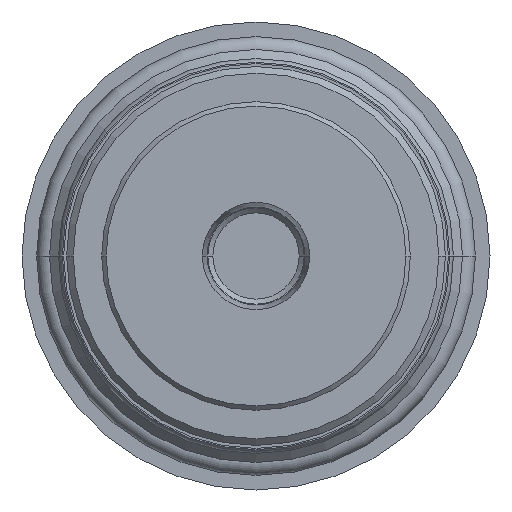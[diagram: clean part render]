
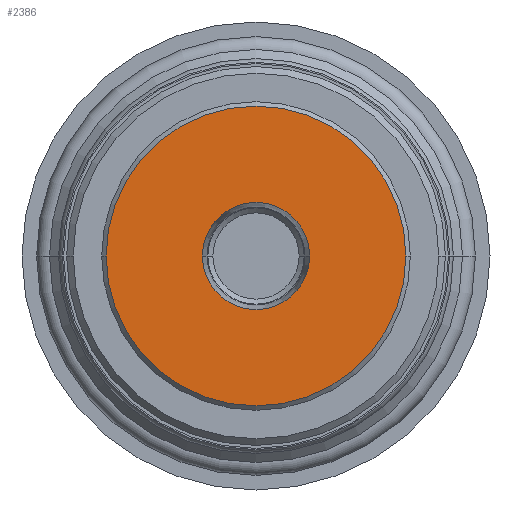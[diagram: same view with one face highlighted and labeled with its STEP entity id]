
A CAD part, left-side view. The second image highlights one B-rep face of the part: STEP entity #2386.
In plain terms, the highlighted planar face has unit normal (-1, 0, 0).
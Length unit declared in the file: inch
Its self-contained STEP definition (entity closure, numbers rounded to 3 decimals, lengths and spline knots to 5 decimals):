
#198=CARTESIAN_POINT('',(-3.145,0.,0.));
#199=DIRECTION('',(-1.,0.,0.));
#200=DIRECTION('',(0.,1.,0.));
#201=AXIS2_PLACEMENT_3D('',#198,#199,#200);
#206=CARTESIAN_POINT('',(-3.145,0.,0.));
#207=DIRECTION('',(1.,0.,0.));
#208=DIRECTION('',(0.,1.,0.));
#209=AXIS2_PLACEMENT_3D('',#206,#207,#208);
#214=CARTESIAN_POINT('',(-3.145,0.,0.));
#215=DIRECTION('',(-1.,0.,0.));
#216=DIRECTION('',(0.,1.,0.));
#217=AXIS2_PLACEMENT_3D('',#214,#215,#216);
#222=CARTESIAN_POINT('',(-3.145,0.,0.));
#223=DIRECTION('',(-1.,0.,0.));
#224=DIRECTION('',(0.,-1.,0.));
#225=AXIS2_PLACEMENT_3D('',#222,#223,#224);
#2247=CARTESIAN_POINT('',(-3.145,0.6805,0.));
#2248=CARTESIAN_POINT('',(-3.145,-0.6805,0.));
#2249=VERTEX_POINT('',#2247);
#2250=VERTEX_POINT('',#2248);
#2267=CARTESIAN_POINT('',(-3.145,0.2435,0.));
#2268=CARTESIAN_POINT('',(-3.145,-0.2435,0.));
#2269=VERTEX_POINT('',#2267);
#2270=VERTEX_POINT('',#2268);
#2370=CARTESIAN_POINT('',(-3.145,0.,0.));
#2371=DIRECTION('',(1.,0.,0.));
#2372=DIRECTION('',(0.,-1.,0.));
#2373=AXIS2_PLACEMENT_3D('',#2370,#2371,#2372);
#2374=PLANE('',#2373);
#2376=ORIENTED_EDGE('',*,*,#2375,.F.);
#2378=ORIENTED_EDGE('',*,*,#2377,.T.);
#2379=EDGE_LOOP('',(#2376,#2378));
#2380=FACE_OUTER_BOUND('',#2379,.F.);
#2382=ORIENTED_EDGE('',*,*,#2381,.T.);
#2383=ORIENTED_EDGE('',*,*,#2360,.T.);
#2384=EDGE_LOOP('',(#2382,#2383));
#2385=FACE_BOUND('',#2384,.F.);
#2386=ADVANCED_FACE('',(#2380,#2385),#2374,.F.);
#202=CIRCLE('',#201,0.6805);
#210=CIRCLE('',#209,0.6805);
#218=CIRCLE('',#217,0.2435);
#226=CIRCLE('',#225,0.2435);
#2360=EDGE_CURVE('',#2270,#2269,#226,.T.);
#2375=EDGE_CURVE('',#2249,#2250,#202,.T.);
#2377=EDGE_CURVE('',#2249,#2250,#210,.T.);
#2381=EDGE_CURVE('',#2269,#2270,#218,.T.);
